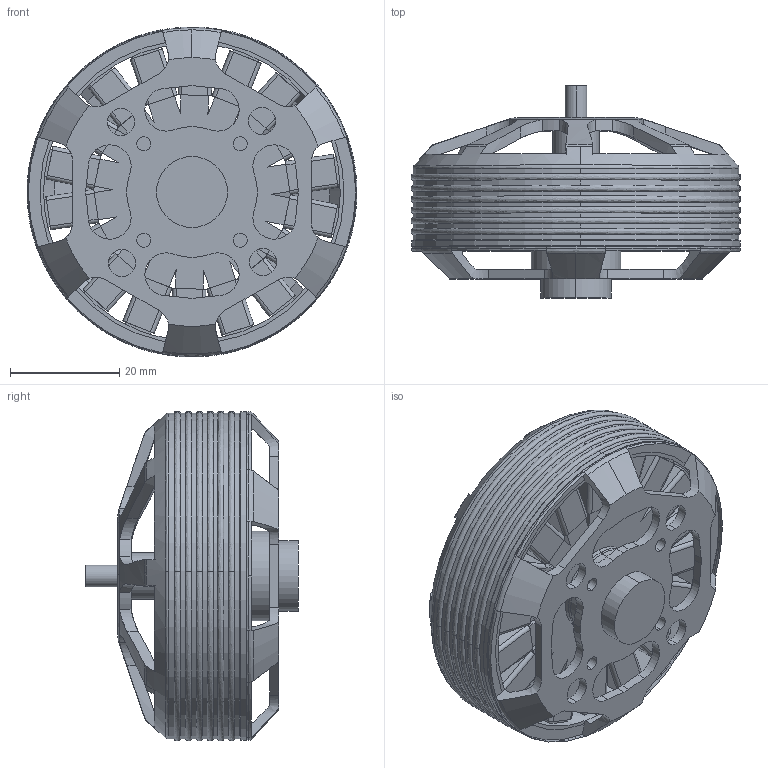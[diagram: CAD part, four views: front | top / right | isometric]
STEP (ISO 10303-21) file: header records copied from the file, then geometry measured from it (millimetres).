
FILE_DESCRIPTION (( 'STEP AP214' ), '1' );
FILE_NAME ('MOTOR5210.STEP', '2022-08-30T00:19:48', ( '' ), ( '' ), 'SwSTEP 2.0', 'SolidWorks 2020', '' );
FILE_SCHEMA (( 'AUTOMOTIVE_DESIGN' ));
Length unit declared in the file: millimetre
Products named in the file (4): ROTOR (1); STATOR (1); MOTOR5210; MOUNT
Assembly tree (3 placements, depth 2):
  MOTOR5210
    STATOR (1)
    MOUNT
    ROTOR (1)
Bounding box: 60.46 x 38.87 x 60.46 mm (x, y, z)
Volume: 27361.1 mm3; surface area: 27785.8 mm2
Topology: 2 solids, 108 shells, 582 faces, 1881 edges, 1402 vertices
Faces by surface type: plane 248, cylinder 194, bspline 90, cone 50
Entity records: 38007 total; most frequent: CARTESIAN_POINT 16889, ORIENTED_EDGE 3155, DIRECTION 3066, EDGE_CURVE 1879, VERTEX_POINT 1402, AXIS2_PLACEMENT_3D 1075, LINE 916, VECTOR 916
